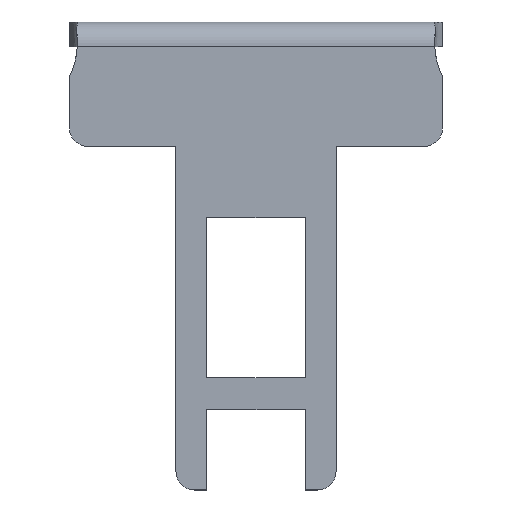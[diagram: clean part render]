
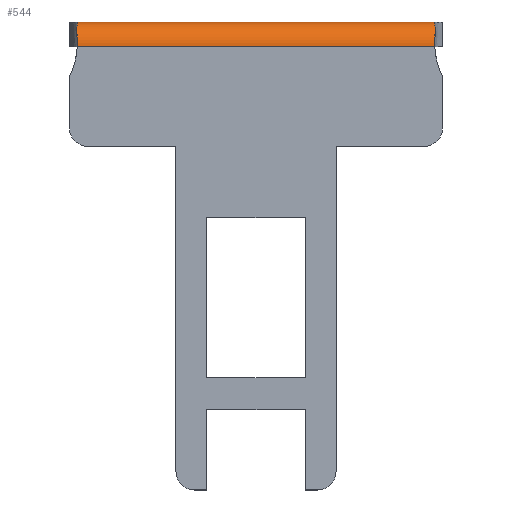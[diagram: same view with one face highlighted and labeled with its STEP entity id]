
A CAD part, top view. The second image highlights one B-rep face of the part: STEP entity #544.
In plain terms, the highlighted cylindrical face has radius 2 mm (diameter 4 mm), a partial arc.
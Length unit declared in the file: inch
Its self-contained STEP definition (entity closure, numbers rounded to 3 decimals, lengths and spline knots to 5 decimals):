
#49 = CARTESIAN_POINT ( 'NONE',  ( -0.57287, 0.99644, 0.00863 ) ) ;
#57 = CARTESIAN_POINT ( 'NONE',  ( -0.57115, 0.95928, 0.03531 ) ) ;
#63 = CARTESIAN_POINT ( 'NONE',  ( -0.57093, 0.93901, 0.03937 ) ) ;
#165 = CARTESIAN_POINT ( 'NONE',  ( -0.57207, 0.97349, 0.02941 ) ) ;
#202 = CARTESIAN_POINT ( 'NONE',  ( -0.58001, 1.01255, -0.03937 ) ) ;
#211 = LINE ( 'NONE', #202, #1104 ) ;
#222 = CARTESIAN_POINT ( 'NONE',  ( 0.5712, 0.93381, 0.03937 ) ) ;
#227 = EDGE_CURVE ( 'NONE', #795, #299, #335, .T. ) ;
#242 = CARTESIAN_POINT ( 'NONE',  ( 0.57217, 0.97325, 0.02898 ) ) ;
#256 = CARTESIAN_POINT ( 'NONE',  ( -0.57093, 1.01255, -0.03417 ) ) ;
#260 = CARTESIAN_POINT ( 'NONE',  ( -0.57083, 1.01204, -0.02905 ) ) ;
#264 = EDGE_CURVE ( 'NONE', #659, #316, #211, .T. ) ;
#299 = VERTEX_POINT ( 'NONE', #772 ) ;
#316 = VERTEX_POINT ( 'NONE', #569 ) ;
#335 = LINE ( 'NONE', #421, #1413 ) ;
#348 = CARTESIAN_POINT ( 'NONE',  ( 0.57093, 0.9542, 0.03686 ) ) ;
#368 = CARTESIAN_POINT ( 'NONE',  ( 0.5712, 1.01255, -0.03937 ) ) ;
#381 = CARTESIAN_POINT ( 'NONE',  ( -0.57093, 1.01004, -0.01898 ) ) ;
#391 = FACE_OUTER_BOUND ( 'NONE', #1425, .T. ) ;
#395 = CARTESIAN_POINT ( 'NONE',  ( -0.5712, 0.93381, 0.03937 ) ) ;
#407 = CARTESIAN_POINT ( 'NONE',  ( -0.57313, 0.99312, 0.01268 ) ) ;
#421 = CARTESIAN_POINT ( 'NONE',  ( -0.59646, 0.93381, 0.03937 ) ) ;
#503 = B_SPLINE_CURVE_WITH_KNOTS ( 'NONE', 3,
 ( #222, #1030, #592, #348, #1362, #1252, #242, #1247, #683, #1141, #680, #686, #572, #1040, #793, #586 ),
 .UNSPECIFIED., .F., .F.,
 ( 4, 2, 2, 2, 2, 2, 2, 4 ),
 ( 0., 0.00039, 0.00078, 0.00117, 0.00156, 0.00235, 0.00274, 0.00313 ),
 .UNSPECIFIED. ) ;
#512 = CARTESIAN_POINT ( 'NONE',  ( -0.57093, 0.95428, 0.03684 ) ) ;
#532 = CARTESIAN_POINT ( 'NONE',  ( -0.57217, 1.00216, 0.00007 ) ) ;
#544 = ADVANCED_FACE ( 'NONE', ( #391 ), #857, .T. ) ;
#551 = DIRECTION ( 'NONE',  ( -1., 0., 0. ) ) ;
#569 = CARTESIAN_POINT ( 'NONE',  ( -0.5712, 1.01255, -0.03937 ) ) ;
#572 = CARTESIAN_POINT ( 'NONE',  ( 0.57093, 1.01002, -0.0189 ) ) ;
#586 = CARTESIAN_POINT ( 'NONE',  ( 0.5712, 1.01255, -0.03937 ) ) ;
#592 = CARTESIAN_POINT ( 'NONE',  ( 0.57083, 0.94413, 0.03886 ) ) ;
#649 = EDGE_CURVE ( 'NONE', #316, #299, #727, .T. ) ;
#659 = VERTEX_POINT ( 'NONE', #368 ) ;
#680 = CARTESIAN_POINT ( 'NONE',  ( 0.57207, 1.00259, 0.00031 ) ) ;
#683 = CARTESIAN_POINT ( 'NONE',  ( 0.57313, 0.98586, 0.01994 ) ) ;
#686 = CARTESIAN_POINT ( 'NONE',  ( 0.57115, 1.0085, -0.0139 ) ) ;
#727 = B_SPLINE_CURVE_WITH_KNOTS ( 'NONE', 3,
 ( #950, #256, #260, #381, #1173, #1389, #532, #49, #407, #1187, #165, #57, #512, #743, #63, #395 ),
 .UNSPECIFIED., .F., .F.,
 ( 4, 2, 2, 2, 2, 2, 2, 4 ),
 ( 0., 0.00039, 0.00078, 0.00117, 0.00156, 0.00235, 0.00274, 0.00313 ),
 .UNSPECIFIED. ) ;
#731 = DIRECTION ( 'NONE',  ( 0., 0., -1. ) ) ;
#743 = CARTESIAN_POINT ( 'NONE',  ( -0.57083, 0.94414, 0.03886 ) ) ;
#772 = CARTESIAN_POINT ( 'NONE',  ( -0.5712, 0.93381, 0.03937 ) ) ;
#793 = CARTESIAN_POINT ( 'NONE',  ( 0.57093, 1.01255, -0.03417 ) ) ;
#795 = VERTEX_POINT ( 'NONE', #1216 ) ;
#800 = CARTESIAN_POINT ( 'NONE',  ( -0.58001, 0.93381, -0.03937 ) ) ;
#857 = CYLINDRICAL_SURFACE ( 'NONE', #904, 0.07874 ) ;
#878 = ORIENTED_EDGE ( 'NONE', *, *, #264, .T. ) ;
#904 = AXIS2_PLACEMENT_3D ( 'NONE', #800, #1150, #731 ) ;
#905 = ORIENTED_EDGE ( 'NONE', *, *, #649, .T. ) ;
#950 = CARTESIAN_POINT ( 'NONE',  ( -0.5712, 1.01255, -0.03937 ) ) ;
#984 = DIRECTION ( 'NONE',  ( -1., 0., 0. ) ) ;
#1030 = CARTESIAN_POINT ( 'NONE',  ( 0.57093, 0.93901, 0.03937 ) ) ;
#1040 = CARTESIAN_POINT ( 'NONE',  ( 0.57083, 1.01204, -0.02904 ) ) ;
#1104 = VECTOR ( 'NONE', #984, 39.37008 ) ;
#1124 = ORIENTED_EDGE ( 'NONE', *, *, #1126, .T. ) ;
#1126 = EDGE_CURVE ( 'NONE', #795, #659, #503, .T. ) ;
#1141 = CARTESIAN_POINT ( 'NONE',  ( 0.57313, 0.99673, 0.00907 ) ) ;
#1150 = DIRECTION ( 'NONE',  ( 1., 0., 0. ) ) ;
#1173 = CARTESIAN_POINT ( 'NONE',  ( -0.57114, 1.00852, -0.01397 ) ) ;
#1187 = CARTESIAN_POINT ( 'NONE',  ( -0.57313, 0.98225, 0.02355 ) ) ;
#1216 = CARTESIAN_POINT ( 'NONE',  ( 0.5712, 0.93381, 0.03937 ) ) ;
#1247 = CARTESIAN_POINT ( 'NONE',  ( 0.57287, 0.98181, 0.02326 ) ) ;
#1252 = CARTESIAN_POINT ( 'NONE',  ( 0.57176, 0.96873, 0.03139 ) ) ;
#1362 = CARTESIAN_POINT ( 'NONE',  ( 0.57114, 0.95921, 0.03534 ) ) ;
#1389 = CARTESIAN_POINT ( 'NONE',  ( -0.57176, 1.00457, -0.00445 ) ) ;
#1413 = VECTOR ( 'NONE', #551, 39.37008 ) ;
#1425 = EDGE_LOOP ( 'NONE', ( #1461, #1124, #878, #905 ) ) ;
#1461 = ORIENTED_EDGE ( 'NONE', *, *, #227, .F. ) ;
